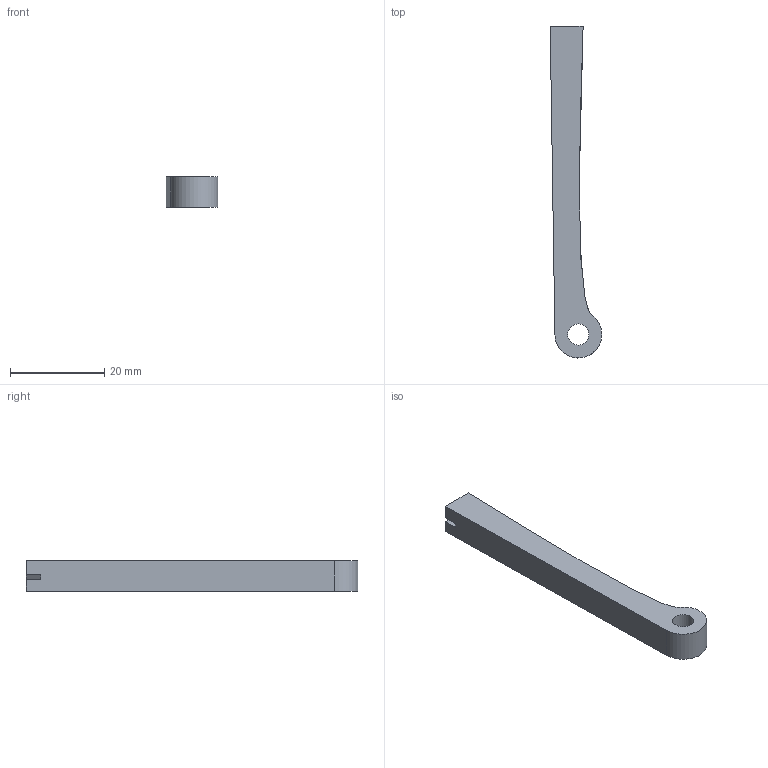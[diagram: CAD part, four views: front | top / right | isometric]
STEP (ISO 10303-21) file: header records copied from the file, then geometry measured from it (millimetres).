
FILE_DESCRIPTION(/* description */ (''),/* implementation_level */ '2;1');
FILE_NAME(/* name */ 'arm1.step',/* time_stamp */ '2026-02-03T02:11:51+05:30',/* author */ (''),/* organization */ (''),/* preprocessor_version */ 'ST-DEVELOPER v20.1',/* originating_system */ 'Autodesk Translation Framework v14.24.0.0',/* authorisation */ '');
FILE_SCHEMA (('AUTOMOTIVE_DESIGN { 1 0 10303 214 3 1 1 }'));
Length unit declared in the file: millimetre
Products named in the file (1): arm1
Bounding box: 10.98 x 70.6 x 6.5 mm (x, y, z)
Volume: 2847 mm3; surface area: 1983.5 mm2
Topology: 1 solids, 1 shells, 10 faces, 24 edges, 16 vertices
Faces by surface type: plane 7, cylinder 2, bspline 1
Full cylindrical faces by diameter (mm): 4.5 x1
Entity records: 376 total; most frequent: CARTESIAN_POINT 108, ORIENTED_EDGE 48, DIRECTION 46, EDGE_CURVE 24, LINE 18, VECTOR 18, VERTEX_POINT 16, AXIS2_PLACEMENT_3D 14
